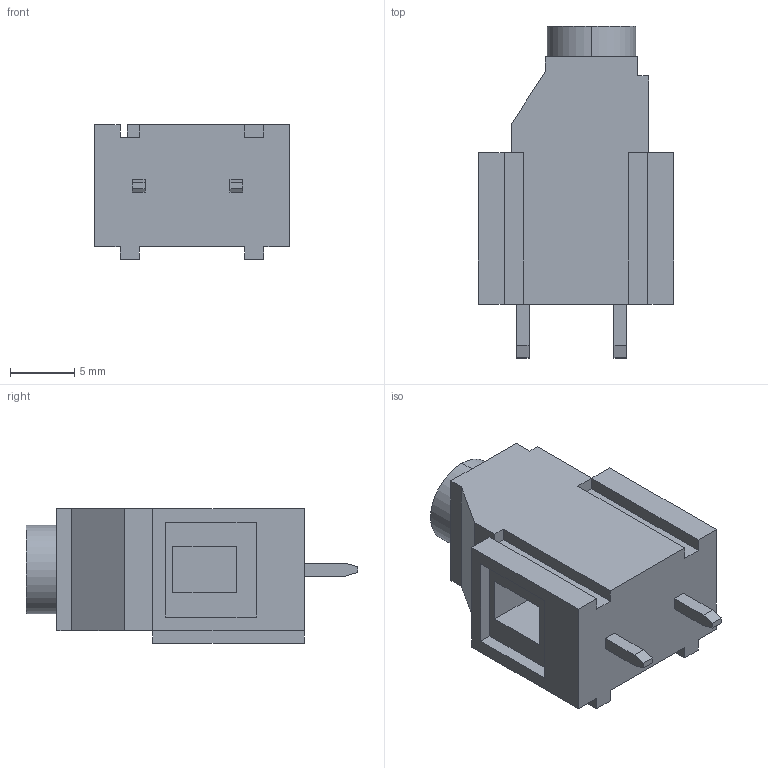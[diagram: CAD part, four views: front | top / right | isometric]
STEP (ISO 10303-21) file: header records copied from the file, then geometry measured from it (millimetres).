
FILE_DESCRIPTION (( 'STEP AP203' ), '1' );
FILE_NAME ('MODÜLER BASKILI DEVRE KLEMENSI - 9,52 MM - 1 LI.STEP', '2018-10-02T12:10:09', ( 'user' ), ( '' ), 'SwSTEP 2.0', 'SolidWorks 2016', '' );
FILE_SCHEMA (( 'CONFIG_CONTROL_DESIGN' ));
Length unit declared in the file: millimetre
Products named in the file (1): MODÜLER BASKILI DEVRE KLEMENSI - 9,52 MM - 1 LI
Bounding box: 15.22 x 25.9 x 10.52 mm (x, y, z)
Volume: 2147.1 mm3; surface area: 1618.1 mm2
Topology: 1 solids, 1 shells, 69 faces, 182 edges, 121 vertices
Faces by surface type: plane 65, cylinder 4
Entity records: 2177 total; most frequent: CARTESIAN_POINT 373, ORIENTED_EDGE 364, DIRECTION 334, EDGE_CURVE 182, LINE 170, VECTOR 170, VERTEX_POINT 121, AXIS2_PLACEMENT_3D 82
